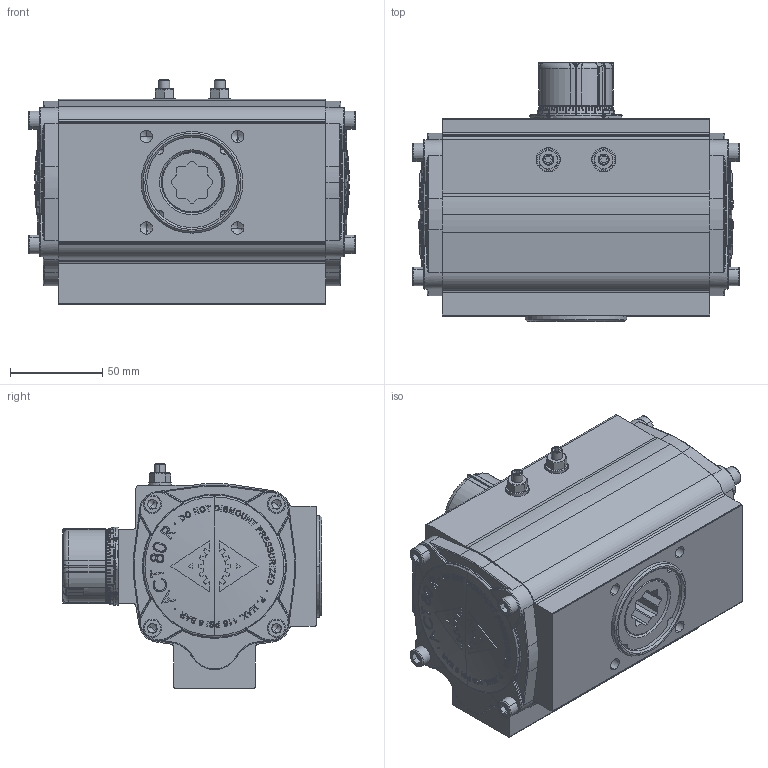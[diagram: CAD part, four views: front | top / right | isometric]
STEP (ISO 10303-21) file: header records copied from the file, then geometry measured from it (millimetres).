
FILE_DESCRIPTION (( 'STEP AP214' ), '1' );
FILE_NAME ('0080 ADA.STEP', '2011-12-07T10:34:02', ( 'ossuin - p' ), ( 'Ossuin' ), 'SwSTEP 2.0', 'SolidWorks 2010', '' );
FILE_SCHEMA (( 'AUTOMOTIVE_DESIGN' ));
Length unit declared in the file: millimetre
Products named in the file (10): Tapon ﾘ45; E0080N; 0080 ADA; DIN 912 M6 x 20 --- 20C_Default; T0080c; CR0080; C0080; DIN 915 - M6 x 20-C_DIN 915 - M6 x 20-C; Hexagon Nut ISO 4032 - M6 - D - C_Default; Washer DIN 125 - A 6.4_Default
Assembly tree (20 placements, depth 2):
  0080 ADA
    T0080c  x2
    E0080N
    DIN 915 - M6 x 20-C_DIN 915 - M6 x 20-C  x2
    DIN 912 M6 x 20 --- 20C_Default  x8
    CR0080
    Tapon ﾘ45
    Washer DIN 125 - A 6.4_Default  x2
    Hexagon Nut ISO 4032 - M6 - D - C_Default  x2
    C0080
Bounding box: 176.9 x 140.29 x 121.5 mm (x, y, z)
Volume: 772874.3 mm3; surface area: 209651.3 mm2
Topology: 28 solids, 28 shells, 4872 faces, 13165 edges, 8432 vertices
Faces by surface type: plane 2554, cylinder 945, bspline 665, cone 271, torus 231, sphere 206
Entity records: 139971 total; most frequent: CARTESIAN_POINT 41871, ORIENTED_EDGE 18060, DIRECTION 17373, EDGE_CURVE 9030, AXIS2_PLACEMENT_3D 6775, VERTEX_POINT 5848, LINE 3823, VECTOR 3823
